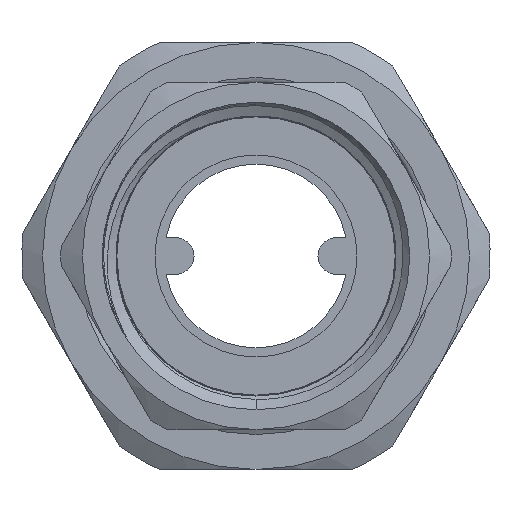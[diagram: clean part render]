
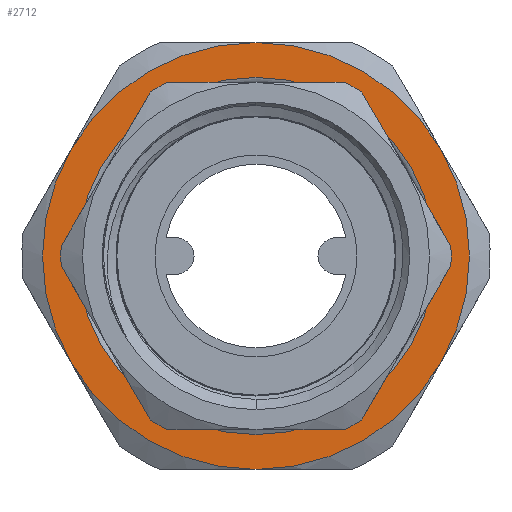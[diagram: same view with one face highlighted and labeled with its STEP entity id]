
A CAD part, left-side view. The second image highlights one B-rep face of the part: STEP entity #2712.
In plain terms, the highlighted planar face has unit normal (-1, 0, 0).
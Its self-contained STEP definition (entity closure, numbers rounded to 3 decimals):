
#350=CIRCLE('',#3014,23.25);
#351=CIRCLE('',#3016,23.25);
#352=CIRCLE('',#3018,23.25);
#353=CIRCLE('',#3020,19.45);
#354=CIRCLE('',#3021,19.45);
#355=CIRCLE('',#3022,23.25);
#356=CIRCLE('',#3023,23.25);
#357=CIRCLE('',#3024,23.25);
#1032=ORIENTED_EDGE('',*,*,#1562,.F.);
#1033=ORIENTED_EDGE('',*,*,#1563,.T.);
#1034=ORIENTED_EDGE('',*,*,#1561,.T.);
#1035=ORIENTED_EDGE('',*,*,#1560,.T.);
#1036=ORIENTED_EDGE('',*,*,#1559,.T.);
#1037=ORIENTED_EDGE('',*,*,#1564,.F.);
#1038=ORIENTED_EDGE('',*,*,#1565,.F.);
#1039=ORIENTED_EDGE('',*,*,#1566,.F.);
#1559=EDGE_CURVE('',#1838,#1832,#350,.T.);
#1560=EDGE_CURVE('',#1848,#1838,#351,.T.);
#1561=EDGE_CURVE('',#1851,#1848,#352,.T.);
#1562=EDGE_CURVE('',#1854,#1855,#353,.T.);
#1563=EDGE_CURVE('',#1854,#1855,#354,.T.);
#1564=EDGE_CURVE('',#1856,#1832,#355,.T.);
#1565=EDGE_CURVE('',#1826,#1856,#356,.T.);
#1566=EDGE_CURVE('',#1851,#1826,#357,.T.);
#1826=VERTEX_POINT('',#6343);
#1832=VERTEX_POINT('',#6380);
#1838=VERTEX_POINT('',#6417);
#1848=VERTEX_POINT('',#6488);
#1851=VERTEX_POINT('',#6514);
#1854=VERTEX_POINT('',#6540);
#1855=VERTEX_POINT('',#6541);
#1856=VERTEX_POINT('',#6544);
#2307=EDGE_LOOP('',(#1032,#1033));
#2308=EDGE_LOOP('',(#1034,#1035,#1036,#1037,#1038,#1039));
#2493=FACE_BOUND('',#2307,.T.);
#2494=FACE_BOUND('',#2308,.T.);
#2581=PLANE('',#3019);
#2712=ADVANCED_FACE('',(#2493,#2494),#2581,.F.);
#3014=AXIS2_PLACEMENT_3D('',#6533,#3651,#3652);
#3016=AXIS2_PLACEMENT_3D('',#6535,#3655,#3656);
#3018=AXIS2_PLACEMENT_3D('',#6537,#3659,#3660);
#3019=AXIS2_PLACEMENT_3D('',#6538,#3661,#3662);
#3020=AXIS2_PLACEMENT_3D('',#6539,#3663,#3664);
#3021=AXIS2_PLACEMENT_3D('',#6542,#3665,#3666);
#3022=AXIS2_PLACEMENT_3D('',#6543,#3667,#3668);
#3023=AXIS2_PLACEMENT_3D('',#6545,#3669,#3670);
#3024=AXIS2_PLACEMENT_3D('',#6546,#3671,#3672);
#3651=DIRECTION('',(-1.,0.,0.));
#3652=DIRECTION('',(0.,-0.866,0.5));
#3655=DIRECTION('',(-1.,0.,0.));
#3656=DIRECTION('',(0.,-0.866,-0.5));
#3659=DIRECTION('',(-1.,0.,0.));
#3660=DIRECTION('',(0.,0.,-1.));
#3661=DIRECTION('',(1.,0.,0.));
#3662=DIRECTION('',(0.,0.,1.));
#3663=DIRECTION('',(-1.,0.,0.));
#3664=DIRECTION('',(0.,0.,-1.));
#3665=DIRECTION('',(1.,0.,0.));
#3666=DIRECTION('',(0.,0.,-1.));
#3667=DIRECTION('',(1.,0.,0.));
#3668=DIRECTION('',(0.,0.866,0.5));
#3669=DIRECTION('',(1.,0.,0.));
#3670=DIRECTION('',(0.,0.866,-0.5));
#3671=DIRECTION('',(1.,0.,0.));
#3672=DIRECTION('',(0.,0.,-1.));
#6343=CARTESIAN_POINT('',(0.,20.135,-11.625));
#6380=CARTESIAN_POINT('',(0.,0.,23.25));
#6417=CARTESIAN_POINT('',(0.,-20.135,11.625));
#6488=CARTESIAN_POINT('',(0.,-20.135,-11.625));
#6514=CARTESIAN_POINT('',(0.,0.,-23.25));
#6533=CARTESIAN_POINT('',(0.,0.,0.));
#6535=CARTESIAN_POINT('',(0.,0.,0.));
#6537=CARTESIAN_POINT('',(0.,0.,0.));
#6538=CARTESIAN_POINT('',(0.,0.,0.));
#6539=CARTESIAN_POINT('',(0.,0.,0.));
#6540=CARTESIAN_POINT('',(0.,0.,-19.45));
#6541=CARTESIAN_POINT('',(0.,0.,19.45));
#6542=CARTESIAN_POINT('',(0.,0.,0.));
#6543=CARTESIAN_POINT('',(0.,0.,0.));
#6544=CARTESIAN_POINT('',(0.,20.135,11.625));
#6545=CARTESIAN_POINT('',(0.,0.,0.));
#6546=CARTESIAN_POINT('',(0.,0.,0.));
